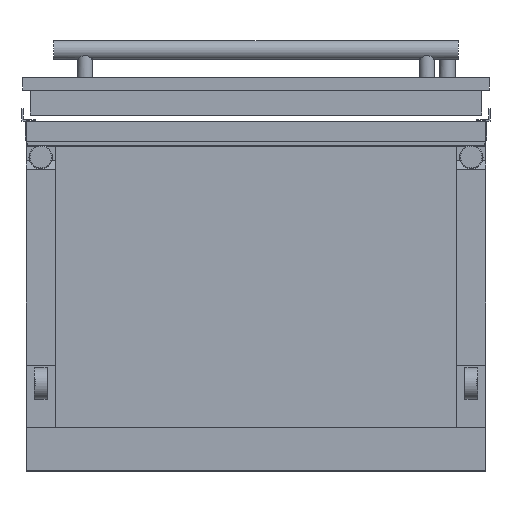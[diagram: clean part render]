
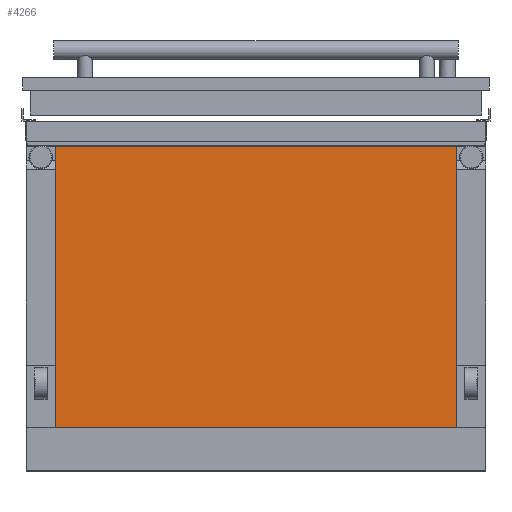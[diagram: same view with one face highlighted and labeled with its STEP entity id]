
A CAD part, front view. The second image highlights one B-rep face of the part: STEP entity #4266.
In plain terms, the highlighted planar face has unit normal (0, -1, 0).
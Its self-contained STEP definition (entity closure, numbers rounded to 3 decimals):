
#189 = VERTEX_POINT ( 'NONE', #9095 ) ;
#452 = ORIENTED_EDGE ( 'NONE', *, *, #2844, .F. ) ;
#483 = CARTESIAN_POINT ( 'NONE',  ( 321., -990.85, -280. ) ) ;
#1051 = VECTOR ( 'NONE', #3344, 1000. ) ;
#1106 = EDGE_LOOP ( 'NONE', ( #452, #3695, #11633, #4187 ) ) ;
#1687 = FACE_OUTER_BOUND ( 'NONE', #1106, .T. ) ;
#2490 = PLANE ( 'NONE',  #3597 ) ;
#2844 = EDGE_CURVE ( 'NONE', #7914, #7877, #3017, .T. ) ;
#2980 = LINE ( 'NONE', #7968, #1051 ) ;
#3017 = LINE ( 'NONE', #7830, #4070 ) ;
#3344 = DIRECTION ( 'NONE',  ( 1., 0., 0. ) ) ;
#3402 = CARTESIAN_POINT ( 'NONE',  ( 321., -990.85, 240. ) ) ;
#3433 = CARTESIAN_POINT ( 'NONE',  ( 321., -990.85, 240. ) ) ;
#3463 = CARTESIAN_POINT ( 'NONE',  ( 321., -990.85, -280. ) ) ;
#3597 = AXIS2_PLACEMENT_3D ( 'NONE', #3463, #6321, #12019 ) ;
#3695 = ORIENTED_EDGE ( 'NONE', *, *, #10764, .T. ) ;
#4055 = LINE ( 'NONE', #3433, #5978 ) ;
#4070 = VECTOR ( 'NONE', #6935, 1000. ) ;
#4102 = EDGE_CURVE ( 'NONE', #189, #12015, #11813, .T. ) ;
#4187 = ORIENTED_EDGE ( 'NONE', *, *, #10209, .F. ) ;
#4266 = ADVANCED_FACE ( 'NONE', ( #1687 ), #2490, .F. ) ;
#4473 = DIRECTION ( 'NONE',  ( 1., 0., 0. ) ) ;
#4660 = VECTOR ( 'NONE', #8963, 1000. ) ;
#5978 = VECTOR ( 'NONE', #4473, 1000. ) ;
#6321 = DIRECTION ( 'NONE',  ( 0., 1., 0. ) ) ;
#6935 = DIRECTION ( 'NONE',  ( 0., 0., 1. ) ) ;
#7830 = CARTESIAN_POINT ( 'NONE',  ( -321., -990.85, -280. ) ) ;
#7877 = VERTEX_POINT ( 'NONE', #8518 ) ;
#7914 = VERTEX_POINT ( 'NONE', #10358 ) ;
#7968 = CARTESIAN_POINT ( 'NONE',  ( 368., -990.85, -210.4 ) ) ;
#8518 = CARTESIAN_POINT ( 'NONE',  ( -321., -990.85, 240. ) ) ;
#8963 = DIRECTION ( 'NONE',  ( 0., 0., 1. ) ) ;
#9095 = CARTESIAN_POINT ( 'NONE',  ( 321., -990.85, -210.4 ) ) ;
#10209 = EDGE_CURVE ( 'NONE', #7877, #12015, #4055, .T. ) ;
#10358 = CARTESIAN_POINT ( 'NONE',  ( -321., -990.85, -210.4 ) ) ;
#10764 = EDGE_CURVE ( 'NONE', #7914, #189, #2980, .T. ) ;
#11633 = ORIENTED_EDGE ( 'NONE', *, *, #4102, .T. ) ;
#11813 = LINE ( 'NONE', #483, #4660 ) ;
#12015 = VERTEX_POINT ( 'NONE', #3402 ) ;
#12019 = DIRECTION ( 'NONE',  ( 0., 0., 1. ) ) ;
